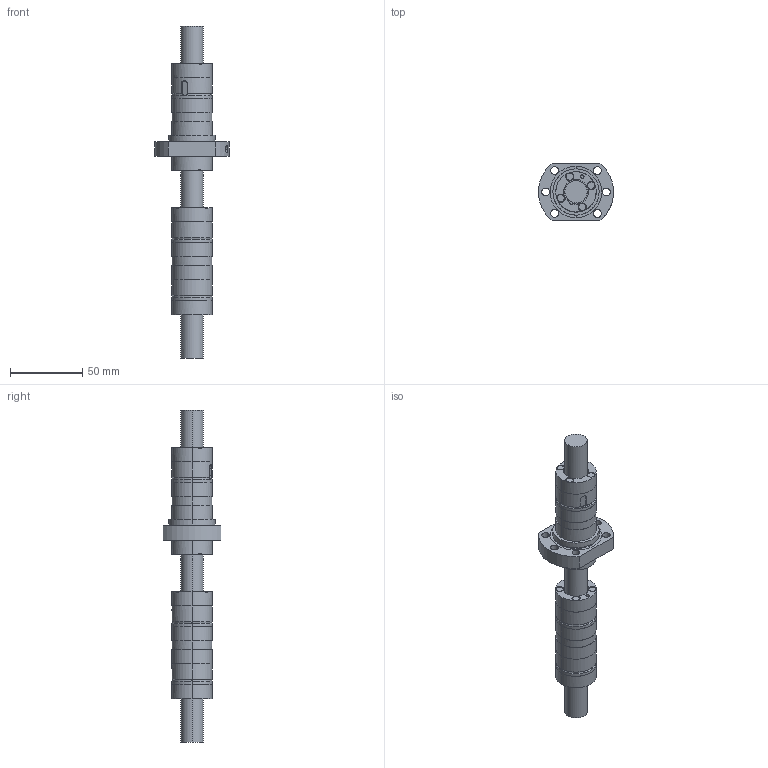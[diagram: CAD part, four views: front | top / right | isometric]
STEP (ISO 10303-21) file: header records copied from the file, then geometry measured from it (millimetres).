
FILE_DESCRIPTION(('Creo Elements/Direct Modeling STEP Export'),'2;1');
FILE_NAME('HSB-KGT-MM-1605RH-1g.stp','2015-05-07T16:21:57',(''),(''),'Creo Elements/Direct Modeling STEP processor for AP214 (Solid Model)','Creo Elements/Direct Modeling 18.1F 24-Jul-2014 (C) Parametric Technology GmbH','');
FILE_SCHEMA(('AUTOMOTIVE_DESIGN { 1 0 10303 214 1 1 1 1 }'));
Length unit declared in the file: millimetre
Products named in the file (3): HSB-KGM-FM-1605RH-1g_24047; HSB-KGM-MM-1605RH-1g_22900; HSB-KGS-1605RH-1g-T7_21445
Bounding box: 51.83 x 40 x 230 mm (x, y, z)
Volume: 116422.8 mm3; surface area: 37976.2 mm2
Topology: 3 solids, 3 shells, 243 faces, 725 edges, 504 vertices
Faces by surface type: cylinder 118, plane 69, cone 48, torus 8
Entity records: 14069 total; most frequent: CARTESIAN_POINT 6172, ORIENTED_EDGE 1442, DIRECTION 1070, EDGE_CURVE 721, VERTEX_POINT 504, AXIS2_PLACEMENT_3D 440, EDGE_LOOP 279, COLOUR_RGB 246
